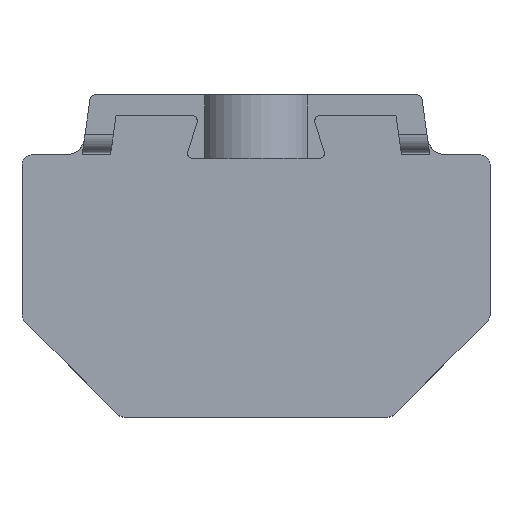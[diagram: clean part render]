
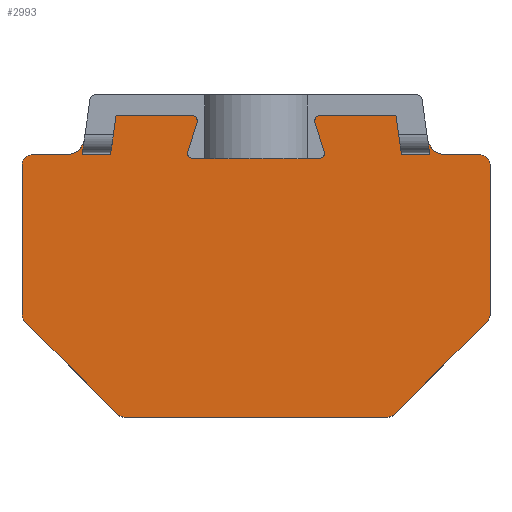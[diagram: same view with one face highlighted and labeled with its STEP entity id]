
A CAD part, top view. The second image highlights one B-rep face of the part: STEP entity #2993.
In plain terms, the highlighted planar face has unit normal (0, 0, 1).
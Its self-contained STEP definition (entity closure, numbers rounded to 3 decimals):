
#85=LINE('',#3976,#345);
#86=LINE('',#3981,#346);
#87=LINE('',#3985,#347);
#88=LINE('',#3987,#348);
#89=LINE('',#3989,#349);
#90=LINE('',#3991,#350);
#91=LINE('',#3995,#351);
#92=LINE('',#3999,#352);
#93=LINE('',#4001,#353);
#94=LINE('',#4003,#354);
#95=LINE('',#4007,#355);
#96=LINE('',#4011,#356);
#97=LINE('',#4013,#357);
#98=LINE('',#4015,#358);
#99=LINE('',#4017,#359);
#100=LINE('',#4021,#360);
#101=LINE('',#4025,#361);
#102=LINE('',#4029,#362);
#103=LINE('',#4033,#363);
#104=LINE('',#4037,#364);
#345=VECTOR('',#3346,1000.);
#346=VECTOR('',#3349,1000.);
#347=VECTOR('',#3352,1000.);
#348=VECTOR('',#3353,1000.);
#349=VECTOR('',#3354,1000.);
#350=VECTOR('',#3355,1000.);
#351=VECTOR('',#3358,1000.);
#352=VECTOR('',#3361,1000.);
#353=VECTOR('',#3362,1000.);
#354=VECTOR('',#3363,1000.);
#355=VECTOR('',#3366,1000.);
#356=VECTOR('',#3369,1000.);
#357=VECTOR('',#3370,1000.);
#358=VECTOR('',#3371,1000.);
#359=VECTOR('',#3372,1000.);
#360=VECTOR('',#3375,1000.);
#361=VECTOR('',#3378,1000.);
#362=VECTOR('',#3381,1000.);
#363=VECTOR('',#3384,1000.);
#364=VECTOR('',#3387,1000.);
#621=ORIENTED_EDGE('',*,*,#1269,.T.);
#622=ORIENTED_EDGE('',*,*,#1270,.T.);
#623=ORIENTED_EDGE('',*,*,#1271,.T.);
#624=ORIENTED_EDGE('',*,*,#1272,.T.);
#625=ORIENTED_EDGE('',*,*,#1273,.F.);
#626=ORIENTED_EDGE('',*,*,#1274,.T.);
#627=ORIENTED_EDGE('',*,*,#1275,.F.);
#628=ORIENTED_EDGE('',*,*,#1276,.F.);
#629=ORIENTED_EDGE('',*,*,#1277,.T.);
#630=ORIENTED_EDGE('',*,*,#1278,.F.);
#631=ORIENTED_EDGE('',*,*,#1279,.T.);
#632=ORIENTED_EDGE('',*,*,#1280,.T.);
#633=ORIENTED_EDGE('',*,*,#1281,.T.);
#634=ORIENTED_EDGE('',*,*,#1282,.T.);
#635=ORIENTED_EDGE('',*,*,#1283,.T.);
#636=ORIENTED_EDGE('',*,*,#1284,.F.);
#637=ORIENTED_EDGE('',*,*,#1285,.T.);
#638=ORIENTED_EDGE('',*,*,#1286,.F.);
#639=ORIENTED_EDGE('',*,*,#1287,.F.);
#640=ORIENTED_EDGE('',*,*,#1288,.T.);
#641=ORIENTED_EDGE('',*,*,#1289,.F.);
#642=ORIENTED_EDGE('',*,*,#1290,.T.);
#643=ORIENTED_EDGE('',*,*,#1291,.T.);
#644=ORIENTED_EDGE('',*,*,#1292,.T.);
#645=ORIENTED_EDGE('',*,*,#1293,.T.);
#646=ORIENTED_EDGE('',*,*,#1294,.T.);
#647=ORIENTED_EDGE('',*,*,#1295,.F.);
#648=ORIENTED_EDGE('',*,*,#1296,.T.);
#649=ORIENTED_EDGE('',*,*,#1297,.T.);
#650=ORIENTED_EDGE('',*,*,#1298,.T.);
#651=ORIENTED_EDGE('',*,*,#1299,.F.);
#652=ORIENTED_EDGE('',*,*,#1300,.T.);
#1269=EDGE_CURVE('',#1591,#1592,#85,.T.);
#1270=EDGE_CURVE('',#1592,#1593,#1787,.T.);
#1271=EDGE_CURVE('',#1593,#1594,#86,.T.);
#1272=EDGE_CURVE('',#1594,#1595,#1788,.F.);
#1273=EDGE_CURVE('',#1596,#1595,#87,.T.);
#1274=EDGE_CURVE('',#1596,#1597,#88,.T.);
#1275=EDGE_CURVE('',#1598,#1597,#89,.T.);
#1276=EDGE_CURVE('',#1599,#1598,#90,.T.);
#1277=EDGE_CURVE('',#1599,#1600,#1789,.T.);
#1278=EDGE_CURVE('',#1601,#1600,#91,.T.);
#1279=EDGE_CURVE('',#1601,#1602,#1790,.F.);
#1280=EDGE_CURVE('',#1602,#1603,#92,.T.);
#1281=EDGE_CURVE('',#1603,#1604,#93,.T.);
#1282=EDGE_CURVE('',#1604,#1605,#94,.T.);
#1283=EDGE_CURVE('',#1605,#1606,#1791,.F.);
#1284=EDGE_CURVE('',#1607,#1606,#95,.T.);
#1285=EDGE_CURVE('',#1607,#1608,#1792,.T.);
#1286=EDGE_CURVE('',#1609,#1608,#96,.T.);
#1287=EDGE_CURVE('',#1610,#1609,#97,.T.);
#1288=EDGE_CURVE('',#1610,#1611,#98,.T.);
#1289=EDGE_CURVE('',#1612,#1611,#99,.T.);
#1290=EDGE_CURVE('',#1612,#1613,#1793,.F.);
#1291=EDGE_CURVE('',#1613,#1614,#100,.T.);
#1292=EDGE_CURVE('',#1614,#1615,#1794,.T.);
#1293=EDGE_CURVE('',#1615,#1616,#101,.T.);
#1294=EDGE_CURVE('',#1616,#1617,#1795,.T.);
#1295=EDGE_CURVE('',#1618,#1617,#102,.T.);
#1296=EDGE_CURVE('',#1618,#1619,#1796,.T.);
#1297=EDGE_CURVE('',#1619,#1620,#103,.T.);
#1298=EDGE_CURVE('',#1620,#1621,#1797,.T.);
#1299=EDGE_CURVE('',#1622,#1621,#104,.T.);
#1300=EDGE_CURVE('',#1622,#1591,#1798,.T.);
#1591=VERTEX_POINT('',#3977);
#1592=VERTEX_POINT('',#3978);
#1593=VERTEX_POINT('',#3980);
#1594=VERTEX_POINT('',#3982);
#1595=VERTEX_POINT('',#3984);
#1596=VERTEX_POINT('',#3986);
#1597=VERTEX_POINT('',#3988);
#1598=VERTEX_POINT('',#3990);
#1599=VERTEX_POINT('',#3992);
#1600=VERTEX_POINT('',#3994);
#1601=VERTEX_POINT('',#3996);
#1602=VERTEX_POINT('',#3998);
#1603=VERTEX_POINT('',#4000);
#1604=VERTEX_POINT('',#4002);
#1605=VERTEX_POINT('',#4004);
#1606=VERTEX_POINT('',#4006);
#1607=VERTEX_POINT('',#4008);
#1608=VERTEX_POINT('',#4010);
#1609=VERTEX_POINT('',#4012);
#1610=VERTEX_POINT('',#4014);
#1611=VERTEX_POINT('',#4016);
#1612=VERTEX_POINT('',#4018);
#1613=VERTEX_POINT('',#4020);
#1614=VERTEX_POINT('',#4022);
#1615=VERTEX_POINT('',#4024);
#1616=VERTEX_POINT('',#4026);
#1617=VERTEX_POINT('',#4028);
#1618=VERTEX_POINT('',#4030);
#1619=VERTEX_POINT('',#4032);
#1620=VERTEX_POINT('',#4034);
#1621=VERTEX_POINT('',#4036);
#1622=VERTEX_POINT('',#4038);
#1787=CIRCLE('',#3129,0.5);
#1788=CIRCLE('',#3130,1.);
#1789=CIRCLE('',#3131,0.3);
#1790=CIRCLE('',#3132,0.3);
#1791=CIRCLE('',#3133,0.3);
#1792=CIRCLE('',#3134,0.3);
#1793=CIRCLE('',#3135,1.);
#1794=CIRCLE('',#3136,0.5);
#1795=CIRCLE('',#3137,0.5);
#1796=CIRCLE('',#3138,0.5);
#1797=CIRCLE('',#3139,0.5);
#1798=CIRCLE('',#3140,0.5);
#1833=EDGE_LOOP('',(#621,#622,#623,#624,#625,#626,#627,#628,#629,#630,#631,
#632,#633,#634,#635,#636,#637,#638,#639,#640,#641,#642,#643,#644,#645,#646,
#647,#648,#649,#650,#651,#652));
#1955=FACE_BOUND('',#1833,.T.);
#2073=PLANE('',#3128);
#2993=ADVANCED_FACE('',(#1955),#2073,.F.);
#3128=AXIS2_PLACEMENT_3D('',#3975,#3344,#3345);
#3129=AXIS2_PLACEMENT_3D('',#3979,#3347,#3348);
#3130=AXIS2_PLACEMENT_3D('',#3983,#3350,#3351);
#3131=AXIS2_PLACEMENT_3D('',#3993,#3356,#3357);
#3132=AXIS2_PLACEMENT_3D('',#3997,#3359,#3360);
#3133=AXIS2_PLACEMENT_3D('',#4005,#3364,#3365);
#3134=AXIS2_PLACEMENT_3D('',#4009,#3367,#3368);
#3135=AXIS2_PLACEMENT_3D('',#4019,#3373,#3374);
#3136=AXIS2_PLACEMENT_3D('',#4023,#3376,#3377);
#3137=AXIS2_PLACEMENT_3D('',#4027,#3379,#3380);
#3138=AXIS2_PLACEMENT_3D('',#4031,#3382,#3383);
#3139=AXIS2_PLACEMENT_3D('',#4035,#3385,#3386);
#3140=AXIS2_PLACEMENT_3D('',#4039,#3388,#3389);
#3344=DIRECTION('',(0.,0.,-1.));
#3345=DIRECTION('',(-1.,0.,0.));
#3346=DIRECTION('',(0.,1.,0.));
#3347=DIRECTION('',(0.,0.,1.));
#3348=DIRECTION('',(1.,0.,0.));
#3349=DIRECTION('',(-1.,0.,0.));
#3350=DIRECTION('',(0.,0.,1.));
#3351=DIRECTION('',(1.,0.,0.));
#3352=DIRECTION('',(-0.139,0.99,0.));
#3353=DIRECTION('',(-1.,0.,0.));
#3354=DIRECTION('',(0.139,-0.99,0.));
#3355=DIRECTION('',(1.,0.,0.));
#3356=DIRECTION('',(0.,0.,1.));
#3357=DIRECTION('',(1.,0.,0.));
#3358=DIRECTION('',(-0.309,0.951,0.));
#3359=DIRECTION('',(0.,0.,1.));
#3360=DIRECTION('',(1.,0.,0.));
#3361=DIRECTION('',(-1.,0.,0.));
#3362=DIRECTION('',(-1.,0.,0.));
#3363=DIRECTION('',(-1.,0.,0.));
#3364=DIRECTION('',(0.,0.,1.));
#3365=DIRECTION('',(1.,0.,0.));
#3366=DIRECTION('',(-0.309,-0.951,0.));
#3367=DIRECTION('',(0.,0.,1.));
#3368=DIRECTION('',(1.,0.,0.));
#3369=DIRECTION('',(1.,0.,0.));
#3370=DIRECTION('',(0.139,0.99,0.));
#3371=DIRECTION('',(-1.,0.,0.));
#3372=DIRECTION('',(-0.139,-0.99,0.));
#3373=DIRECTION('',(0.,0.,1.));
#3374=DIRECTION('',(1.,0.,0.));
#3375=DIRECTION('',(-1.,0.,0.));
#3376=DIRECTION('',(0.,0.,1.));
#3377=DIRECTION('',(1.,0.,0.));
#3378=DIRECTION('',(0.,-1.,0.));
#3379=DIRECTION('',(0.,0.,1.));
#3380=DIRECTION('',(1.,0.,0.));
#3381=DIRECTION('',(-0.707,0.707,0.));
#3382=DIRECTION('',(0.,0.,1.));
#3383=DIRECTION('',(1.,0.,0.));
#3384=DIRECTION('',(1.,0.,0.));
#3385=DIRECTION('',(0.,0.,1.));
#3386=DIRECTION('',(1.,0.,0.));
#3387=DIRECTION('',(-0.707,-0.707,0.));
#3388=DIRECTION('',(0.,0.,1.));
#3389=DIRECTION('',(1.,0.,0.));
#3975=CARTESIAN_POINT('',(-5.518,1.75,5.));
#3976=CARTESIAN_POINT('',(12.5,-8.6,5.));
#3977=CARTESIAN_POINT('',(12.5,-3.143,5.));
#3978=CARTESIAN_POINT('',(12.5,4.9,5.));
#3979=CARTESIAN_POINT('',(12.,4.9,5.));
#3980=CARTESIAN_POINT('',(12.,5.4,5.));
#3981=CARTESIAN_POINT('',(-12.5,5.4,5.));
#3982=CARTESIAN_POINT('',(10.156,5.4,5.));
#3983=CARTESIAN_POINT('',(10.156,6.4,5.));
#3984=CARTESIAN_POINT('',(9.165,6.261,5.));
#3985=CARTESIAN_POINT('',(10.794,-5.326,5.));
#3986=CARTESIAN_POINT('',(9.286,5.4,5.));
#3987=CARTESIAN_POINT('',(9.286,5.4,5.));
#3988=CARTESIAN_POINT('',(7.772,5.4,5.));
#3989=CARTESIAN_POINT('',(7.772,5.4,5.));
#3990=CARTESIAN_POINT('',(7.477,7.5,5.));
#3991=CARTESIAN_POINT('',(7.477,7.5,5.));
#3992=CARTESIAN_POINT('',(3.431,7.5,5.));
#3993=CARTESIAN_POINT('',(3.431,7.2,5.));
#3994=CARTESIAN_POINT('',(3.146,7.107,5.));
#3995=CARTESIAN_POINT('',(3.018,7.5,5.));
#3996=CARTESIAN_POINT('',(3.638,5.593,5.));
#3997=CARTESIAN_POINT('',(3.353,5.5,5.));
#3998=CARTESIAN_POINT('',(3.353,5.2,5.));
#3999=CARTESIAN_POINT('',(0.,5.2,5.));
#4000=CARTESIAN_POINT('',(2.8,5.2,5.));
#4001=CARTESIAN_POINT('',(0.,5.2,5.));
#4002=CARTESIAN_POINT('',(-2.8,5.2,5.));
#4003=CARTESIAN_POINT('',(0.,5.2,5.));
#4004=CARTESIAN_POINT('',(-3.353,5.2,5.));
#4005=CARTESIAN_POINT('',(-3.353,5.5,5.));
#4006=CARTESIAN_POINT('',(-3.638,5.593,5.));
#4007=CARTESIAN_POINT('',(-3.701,5.4,5.));
#4008=CARTESIAN_POINT('',(-3.146,7.107,5.));
#4009=CARTESIAN_POINT('',(-3.431,7.2,5.));
#4010=CARTESIAN_POINT('',(-3.431,7.5,5.));
#4011=CARTESIAN_POINT('',(-3.018,7.5,5.));
#4012=CARTESIAN_POINT('',(-7.477,7.5,5.));
#4013=CARTESIAN_POINT('',(-7.477,7.5,5.));
#4014=CARTESIAN_POINT('',(-7.772,5.4,5.));
#4015=CARTESIAN_POINT('',(0.,5.4,5.));
#4016=CARTESIAN_POINT('',(-9.286,5.4,5.));
#4017=CARTESIAN_POINT('',(-11.278,-8.772,5.));
#4018=CARTESIAN_POINT('',(-9.165,6.261,5.));
#4019=CARTESIAN_POINT('',(-10.156,6.4,5.));
#4020=CARTESIAN_POINT('',(-10.156,5.4,5.));
#4021=CARTESIAN_POINT('',(-12.5,5.4,5.));
#4022=CARTESIAN_POINT('',(-12.,5.4,5.));
#4023=CARTESIAN_POINT('',(-12.,4.9,5.));
#4024=CARTESIAN_POINT('',(-12.5,4.9,5.));
#4025=CARTESIAN_POINT('',(-12.5,8.6,5.));
#4026=CARTESIAN_POINT('',(-12.5,-3.143,5.));
#4027=CARTESIAN_POINT('',(-12.,-3.143,5.));
#4028=CARTESIAN_POINT('',(-12.354,-3.496,5.));
#4029=CARTESIAN_POINT('',(-9.875,-5.975,5.));
#4030=CARTESIAN_POINT('',(-7.396,-8.454,5.));
#4031=CARTESIAN_POINT('',(-7.043,-8.1,5.));
#4032=CARTESIAN_POINT('',(-7.043,-8.6,5.));
#4033=CARTESIAN_POINT('',(-12.5,-8.6,5.));
#4034=CARTESIAN_POINT('',(7.043,-8.6,5.));
#4035=CARTESIAN_POINT('',(7.043,-8.1,5.));
#4036=CARTESIAN_POINT('',(7.396,-8.454,5.));
#4037=CARTESIAN_POINT('',(-2.625,-18.475,5.));
#4038=CARTESIAN_POINT('',(12.354,-3.496,5.));
#4039=CARTESIAN_POINT('',(12.,-3.143,5.));
